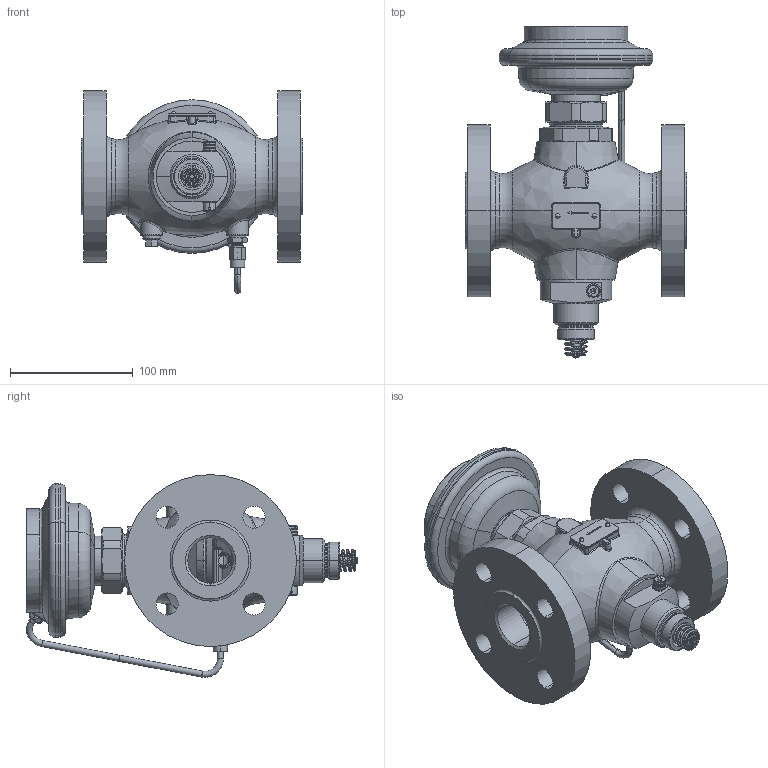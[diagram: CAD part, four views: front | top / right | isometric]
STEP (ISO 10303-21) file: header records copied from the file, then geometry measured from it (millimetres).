
FILE_DESCRIPTION((''),'2;1');
FILE_NAME('003H6756_ASM','2015-02-19T',('u317927'),('Danfoss'),'PRO/ENGINEER BY PARAMETRIC TECHNOLOGY CORPORATION, 2014000','PRO/ENGINEER BY PARAMETRIC TECHNOLOGY CORPORATION, 2014000','');
FILE_SCHEMA(('CONFIG_CONTROL_DESIGN'));
Products named in the file (34): 88810780-BOTTOM-CLOSED; 88810790_ZAVIHAN; 8883807; TRATA-MUTTER; 8883753_ASM; 5454030; 5211524; 8881022; 8883503; 8883842_AF0; 8883844_AF0_ASM; 8882043; 8882049; 8882035_ASM; 8882295; 8882296; 8882300; 8883856; 5201737; 5451222; 8882293; 8502117; 5201738; 8882294; 8882290_AF0_ASM; 49763; 88810710; 5191729; 8882005; 5589607; 5184018; 54590750; 8883540C; 003H6756_ASM
Assembly tree (38 placements, depth 3):
  003H6756_ASM
    8883753_ASM
      88810780-BOTTOM-CLOSED
      88810790_ZAVIHAN
      8883807
      TRATA-MUTTER
    5454030
    5211524  x2
    8881022
    8883503
    8883844_AF0_ASM
      8883842_AF0
    8882035_ASM
      8882043
      8882049
    8882290_AF0_ASM
      8882295
      8882296
      8882300
      8883856
      5201737  x2
      5451222  x2
      8882293
      8502117
      5201738
      8882294
    49763  x2
    88810710
    5191729
    8882005
    5589607  x2
    5184018
    54590750
    8883540C
Bounding box: 180 x 270.2 x 165.1 mm (x, y, z)
Volume: 1208398.4 mm3; surface area: 339812.4 mm2
Topology: 34 solids, 48 shells, 1699 faces, 3954 edges, 2416 vertices
Faces by surface type: cylinder 540, plane 527, cone 270, torus 248, bspline 100, sphere 14
Entity records: 57230 total; most frequent: CARTESIAN_POINT 19151, DIRECTION 8298, ORIENTED_EDGE 7558, EDGE_CURVE 3808, AXIS2_PLACEMENT_3D 3501, VERTEX_POINT 2325, CIRCLE 1855, EDGE_LOOP 1820
